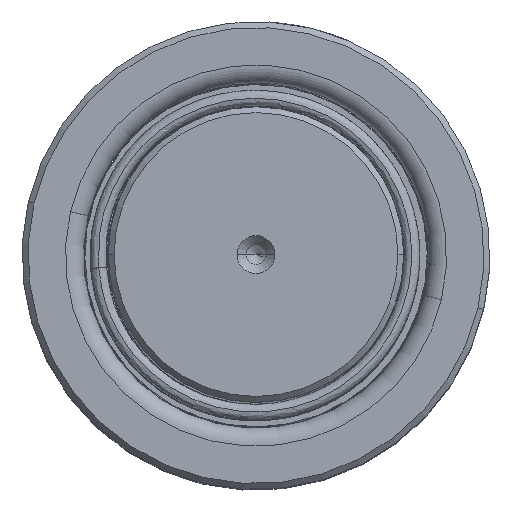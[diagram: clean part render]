
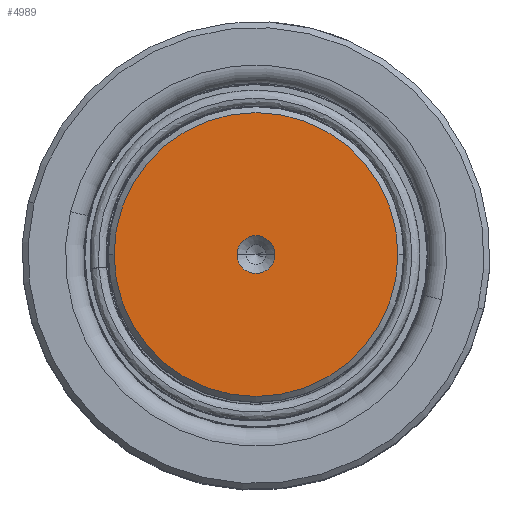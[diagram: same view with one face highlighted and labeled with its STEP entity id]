
A CAD part, top view. The second image highlights one B-rep face of the part: STEP entity #4989.
In plain terms, the highlighted planar face has unit normal (0, 0, 1).
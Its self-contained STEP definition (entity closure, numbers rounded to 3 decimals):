
#385 = CIRCLE ( 'NONE', #36726, 28.817 ) ;
#914 = AXIS2_PLACEMENT_3D ( 'NONE', #9487, #21984, #54098 ) ;
#3571 = CARTESIAN_POINT ( 'NONE',  ( 0., 0., 220. ) ) ;
#4067 = CIRCLE ( 'NONE', #914, 3.85 ) ;
#4989 = ADVANCED_FACE ( 'NONE', ( #32071, #34873 ), #8237, .T. ) ;
#5293 = ORIENTED_EDGE ( 'NONE', *, *, #25632, .T. ) ;
#6687 = CARTESIAN_POINT ( 'NONE',  ( -3.85, 0., 220. ) ) ;
#8237 = PLANE ( 'NONE',  #24230 ) ;
#8622 = DIRECTION ( 'NONE',  ( 1., 0., 0. ) ) ;
#9059 = DIRECTION ( 'NONE',  ( 1., 0., 0. ) ) ;
#9390 = CARTESIAN_POINT ( 'NONE',  ( 28.817, 0., 220. ) ) ;
#9487 = CARTESIAN_POINT ( 'NONE',  ( 0., 0., 220. ) ) ;
#13072 = EDGE_LOOP ( 'NONE', ( #5293, #54070 ) ) ;
#13674 = AXIS2_PLACEMENT_3D ( 'NONE', #3571, #43836, #8622 ) ;
#14624 = EDGE_CURVE ( 'NONE', #28683, #44417, #385, .T. ) ;
#16219 = DIRECTION ( 'NONE',  ( 1., 0., 0. ) ) ;
#16257 = DIRECTION ( 'NONE',  ( 0., 0., 1. ) ) ;
#16781 = EDGE_LOOP ( 'NONE', ( #35608, #51624 ) ) ;
#18038 = DIRECTION ( 'NONE',  ( 0., 0., 1. ) ) ;
#20340 = CIRCLE ( 'NONE', #54481, 28.817 ) ;
#21984 = DIRECTION ( 'NONE',  ( 0., 0., 1. ) ) ;
#24230 = AXIS2_PLACEMENT_3D ( 'NONE', #56338, #43024, #16219 ) ;
#25632 = EDGE_CURVE ( 'NONE', #44417, #28683, #20340, .T. ) ;
#27231 = CARTESIAN_POINT ( 'NONE',  ( 0., 0., 220. ) ) ;
#28592 = EDGE_CURVE ( 'NONE', #52399, #31402, #30835, .T. ) ;
#28683 = VERTEX_POINT ( 'NONE', #9390 ) ;
#30835 = CIRCLE ( 'NONE', #13674, 3.85 ) ;
#31402 = VERTEX_POINT ( 'NONE', #44980 ) ;
#32071 = FACE_BOUND ( 'NONE', #16781, .T. ) ;
#33854 = DIRECTION ( 'NONE',  ( 1., 0., 0. ) ) ;
#34873 = FACE_OUTER_BOUND ( 'NONE', #13072, .T. ) ;
#34912 = EDGE_CURVE ( 'NONE', #31402, #52399, #4067, .T. ) ;
#35608 = ORIENTED_EDGE ( 'NONE', *, *, #34912, .F. ) ;
#36726 = AXIS2_PLACEMENT_3D ( 'NONE', #27231, #18038, #9059 ) ;
#39768 = CARTESIAN_POINT ( 'NONE',  ( -28.817, 0., 220. ) ) ;
#43024 = DIRECTION ( 'NONE',  ( 0., 0., 1. ) ) ;
#43836 = DIRECTION ( 'NONE',  ( 0., 0., 1. ) ) ;
#44417 = VERTEX_POINT ( 'NONE', #39768 ) ;
#44980 = CARTESIAN_POINT ( 'NONE',  ( 3.85, 0., 220. ) ) ;
#51624 = ORIENTED_EDGE ( 'NONE', *, *, #28592, .F. ) ;
#52399 = VERTEX_POINT ( 'NONE', #6687 ) ;
#54070 = ORIENTED_EDGE ( 'NONE', *, *, #14624, .T. ) ;
#54098 = DIRECTION ( 'NONE',  ( 1., 0., 0. ) ) ;
#54481 = AXIS2_PLACEMENT_3D ( 'NONE', #56375, #16257, #33854 ) ;
#56338 = CARTESIAN_POINT ( 'NONE',  ( 0., 0., 220. ) ) ;
#56375 = CARTESIAN_POINT ( 'NONE',  ( 0., 0., 220. ) ) ;
